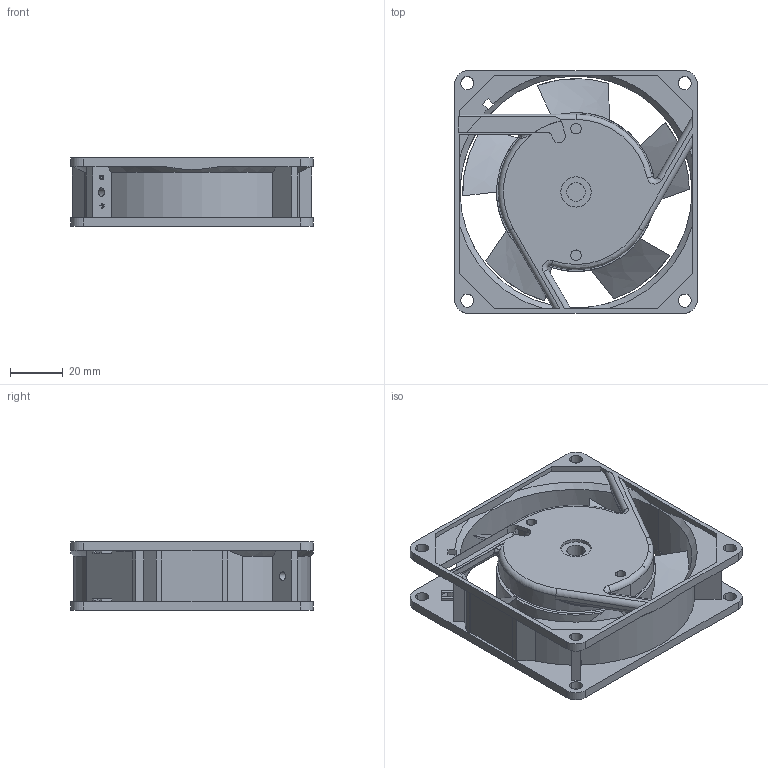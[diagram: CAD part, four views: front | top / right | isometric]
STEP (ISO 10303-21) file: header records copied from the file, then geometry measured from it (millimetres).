
FILE_DESCRIPTION((''),'2;1');
FILE_NAME('ASM0001_ASM','2024-06-06T09:30:29',('Administrator'),(''),'CREO PARAMETRIC BY PTC INC, 2019010','CREO PARAMETRIC BY PTC INC, 2019010','');
FILE_SCHEMA(('CONFIG_CONTROL_DESIGN'));
Length unit declared in the file: millimetre
Products named in the file (3): PRT0003; PRT0004; ASM0001_ASM
Assembly tree (2 placements, depth 2):
  ASM0001_ASM
    PRT0003
    PRT0004
Bounding box: 92 x 92 x 26.16 mm (x, y, z)
Volume: 37749.5 mm3; surface area: 49567.9 mm2
Topology: 2 solids, 2 shells, 701 faces, 1948 edges, 1281 vertices
Faces by surface type: plane 560, cylinder 80, bspline 39, torus 12, cone 10
Entity records: 23770 total; most frequent: CARTESIAN_POINT 5879, ORIENTED_EDGE 3896, DIRECTION 3342, EDGE_CURVE 1948, VECTOR 1596, LINE 1596, VERTEX_POINT 1281, AXIS2_PLACEMENT_3D 873
